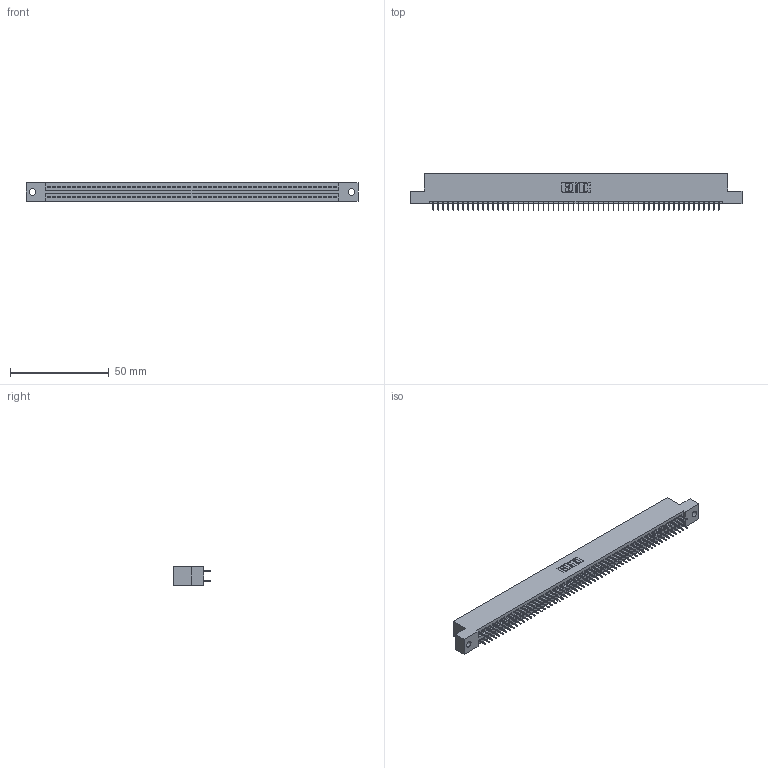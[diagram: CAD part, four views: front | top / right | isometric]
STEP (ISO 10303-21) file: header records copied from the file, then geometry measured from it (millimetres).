
FILE_DESCRIPTION (( 'STEP AP203' ), '1' );
FILE_NAME ('345-116-525-202.STEP', '2020-09-21T22:57:11', ( '' ), ( '' ), 'SwSTEP 2.0', 'SolidWorks 2020', '' );
FILE_SCHEMA (( 'CONFIG_CONTROL_DESIGN' ));
Length unit declared in the file: inch
Products named in the file (3): 345-292-001_345-293-125; 345-116-525-202; 345 Part_Flush Mounting Lugs - 0.128 Dia
Assembly tree (117 placements, depth 2):
  345-116-525-202
    345 Part_Flush Mounting Lugs - 0.128 Dia
    345-292-001_345-293-125  x116
Bounding box: 168.53 x 18.72 x 9.4 mm (x, y, z)
Volume: 16292 mm3; surface area: 23544.1 mm2
Topology: 117 solids, 117 shells, 6390 faces, 18089 edges, 11594 vertices
Faces by surface type: plane 4604, cylinder 1786
Entity records: 43431 total; most frequent: CARTESIAN_POINT 7264, ORIENTED_EDGE 7198, DIRECTION 6387, EDGE_CURVE 3599, LINE 3239, VECTOR 3239, VERTEX_POINT 2394, AXIS2_PLACEMENT_3D 1574
